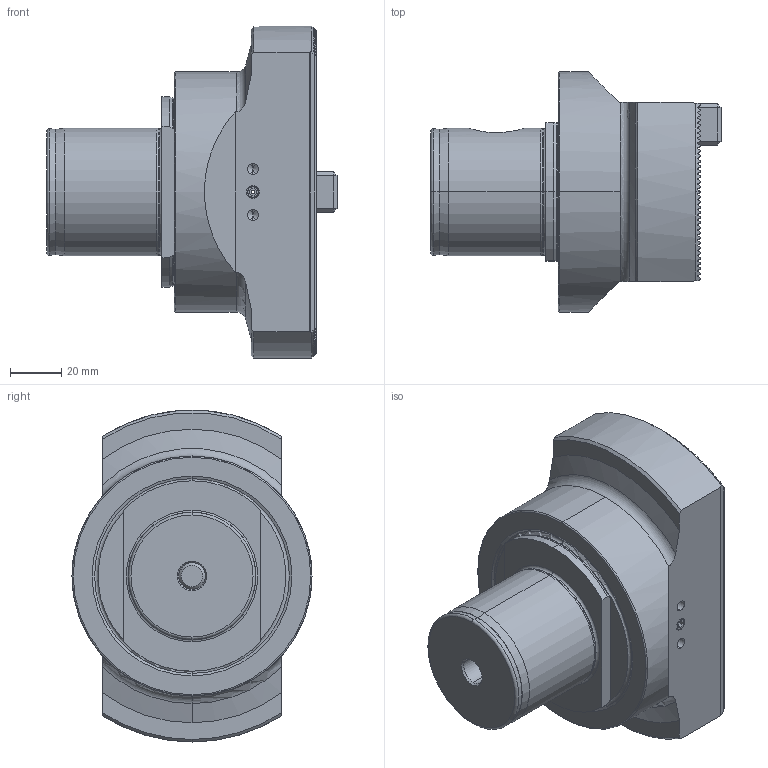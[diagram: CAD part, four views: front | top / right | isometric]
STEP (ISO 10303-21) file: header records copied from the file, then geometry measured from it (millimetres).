
FILE_DESCRIPTION (( 'STEP AP203' ), '1' );
FILE_NAME ('212.940.000.STEP', '2018-03-07T06:48:46', ( 'SWIAdmin' ), ( 'Hewlett-Packard Company' ), 'SwSTEP 2.0', 'SolidWorks 2017', '' );
FILE_SCHEMA (( 'CONFIG_CONTROL_DESIGN' ));
Length unit declared in the file: millimetre
Products named in the file (6): ISO 4026 - M5 x 8_ISO 4026 - M5 x 8; DIN 908 - M12x1.5; ISO 4762 - M6 x 16; 212.940.000; MB9-Ko1.K01.055_C; Ko1-ER1.001.016_A
Assembly tree (6 placements, depth 2):
  212.940.000
    MB9-Ko1.K01.055_C
    Ko1-ER1.001.016_A
    ISO 4026 - M5 x 8_ISO 4026 - M5 x 8  x2
    DIN 908 - M12x1.5
    ISO 4762 - M6 x 16
Bounding box: 113.75 x 94 x 130 mm (x, y, z)
Volume: 492411.3 mm3; surface area: 64204.7 mm2
Topology: 6 solids, 6 shells, 730 faces, 2020 edges, 1288 vertices
Faces by surface type: plane 421, cylinder 175, cone 103, torus 31
Entity records: 25402 total; most frequent: CARTESIAN_POINT 7600, ORIENTED_EDGE 3904, DIRECTION 3198, EDGE_CURVE 1952, VERTEX_POINT 1264, AXIS2_PLACEMENT_3D 1204, VECTOR 790, LINE 790
